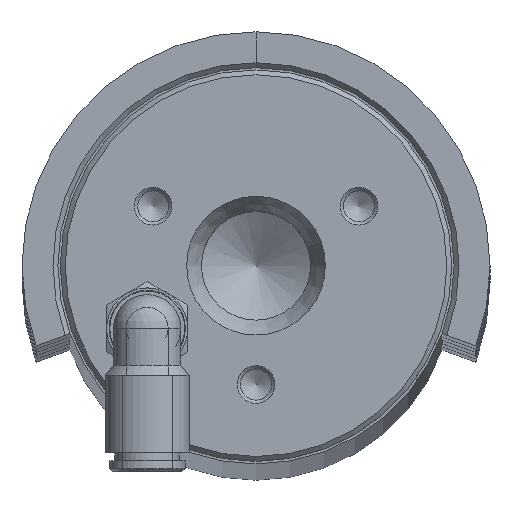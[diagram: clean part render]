
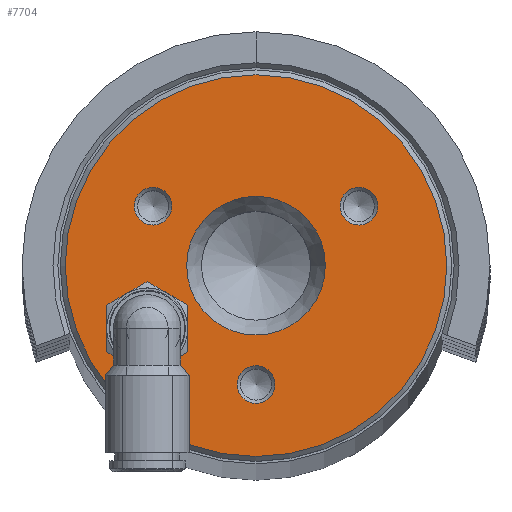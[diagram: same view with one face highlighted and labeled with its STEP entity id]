
A CAD part, top view. The second image highlights one B-rep face of the part: STEP entity #7704.
In plain terms, the highlighted face is planar.
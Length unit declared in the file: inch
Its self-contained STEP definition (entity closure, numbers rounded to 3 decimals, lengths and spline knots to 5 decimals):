
#273 = AXIS2_PLACEMENT_3D ( 'NONE', #8378, #1078, #3174 ) ;
#342 = AXIS2_PLACEMENT_3D ( 'NONE', #2537, #12021, #13002 ) ;
#389 = VERTEX_POINT ( 'NONE', #6825 ) ;
#593 = CARTESIAN_POINT ( 'NONE',  ( 0.53042, 0.375, -1.8775 ) ) ;
#608 = CIRCLE ( 'NONE', #9333, 0.11909 ) ;
#941 = FACE_BOUND ( 'NONE', #10898, .T. ) ;
#1078 = DIRECTION ( 'NONE',  ( 0., 0., -1. ) ) ;
#1608 = CIRCLE ( 'NONE', #8106, 0.11909 ) ;
#1754 = AXIS2_PLACEMENT_3D ( 'NONE', #6223, #9091, #12534 ) ;
#1900 = CIRCLE ( 'NONE', #2351, 0.19154 ) ;
#2210 = ORIENTED_EDGE ( 'NONE', *, *, #7446, .T. ) ;
#2351 = AXIS2_PLACEMENT_3D ( 'NONE', #10357, #3992, #10506 ) ;
#2496 = ORIENTED_EDGE ( 'NONE', *, *, #4583, .F. ) ;
#2537 = CARTESIAN_POINT ( 'NONE',  ( 0., 0., -1.8775 ) ) ;
#2575 = EDGE_CURVE ( 'NONE', #13850, #13850, #4454, .T. ) ;
#2619 = DIRECTION ( 'NONE',  ( 0., 0., -1. ) ) ;
#3043 = CARTESIAN_POINT ( 'NONE',  ( -0.11909, -0.75, -1.8775 ) ) ;
#3174 = DIRECTION ( 'NONE',  ( -1., 0., 0. ) ) ;
#3252 = CIRCLE ( 'NONE', #342, 0.4375 ) ;
#3260 = EDGE_LOOP ( 'NONE', ( #13387 ) ) ;
#3408 = DIRECTION ( 'NONE',  ( -1., 0., 0. ) ) ;
#3612 = VERTEX_POINT ( 'NONE', #3685 ) ;
#3684 = CARTESIAN_POINT ( 'NONE',  ( 0.64952, 0.375, -1.8775 ) ) ;
#3685 = CARTESIAN_POINT ( 'NONE',  ( -0.19154, 0.79272, -1.8775 ) ) ;
#3753 = VERTEX_POINT ( 'NONE', #11033 ) ;
#3959 = ORIENTED_EDGE ( 'NONE', *, *, #2575, .F. ) ;
#3992 = DIRECTION ( 'NONE',  ( 0., 0., -1. ) ) ;
#4256 = CARTESIAN_POINT ( 'NONE',  ( -0.76861, 0.375, -1.8775 ) ) ;
#4378 = FACE_OUTER_BOUND ( 'NONE', #13211, .T. ) ;
#4454 = CIRCLE ( 'NONE', #1754, 0.11909 ) ;
#4583 = EDGE_CURVE ( 'NONE', #3612, #3612, #1900, .T. ) ;
#4668 = DIRECTION ( 'NONE',  ( -1., 0., 0. ) ) ;
#4692 = DIRECTION ( 'NONE',  ( -1., 0., 0. ) ) ;
#5214 = PLANE ( 'NONE',  #273 ) ;
#5515 = ORIENTED_EDGE ( 'NONE', *, *, #7298, .F. ) ;
#5531 = EDGE_CURVE ( 'NONE', #389, #389, #3252, .T. ) ;
#5538 = CARTESIAN_POINT ( 'NONE',  ( 0., -0.75, -1.8775 ) ) ;
#5865 = AXIS2_PLACEMENT_3D ( 'NONE', #12033, #8934, #3408 ) ;
#6223 = CARTESIAN_POINT ( 'NONE',  ( -0.64952, 0.375, -1.8775 ) ) ;
#6339 = FACE_BOUND ( 'NONE', #3260, .T. ) ;
#6825 = CARTESIAN_POINT ( 'NONE',  ( -0.4375, 0., -1.8775 ) ) ;
#6847 = DIRECTION ( 'NONE',  ( 0., 0., -1. ) ) ;
#7298 = EDGE_CURVE ( 'NONE', #9073, #9073, #1608, .T. ) ;
#7446 = EDGE_CURVE ( 'NONE', #3753, #3753, #13035, .T. ) ;
#7704 = ADVANCED_FACE ( 'NONE', ( #6339, #8575, #941, #12790, #11805, #4378 ), #5214, .T. ) ;
#8106 = AXIS2_PLACEMENT_3D ( 'NONE', #3684, #2619, #4668 ) ;
#8247 = EDGE_LOOP ( 'NONE', ( #2496 ) ) ;
#8361 = EDGE_CURVE ( 'NONE', #8379, #8379, #608, .T. ) ;
#8378 = CARTESIAN_POINT ( 'NONE',  ( 1.25, -5.03952, -1.8775 ) ) ;
#8379 = VERTEX_POINT ( 'NONE', #3043 ) ;
#8575 = FACE_BOUND ( 'NONE', #11083, .T. ) ;
#8934 = DIRECTION ( 'NONE',  ( 0., 0., -1. ) ) ;
#9073 = VERTEX_POINT ( 'NONE', #593 ) ;
#9091 = DIRECTION ( 'NONE',  ( 0., 0., -1. ) ) ;
#9333 = AXIS2_PLACEMENT_3D ( 'NONE', #5538, #6847, #4692 ) ;
#10357 = CARTESIAN_POINT ( 'NONE',  ( 0., 0.79272, -1.8775 ) ) ;
#10506 = DIRECTION ( 'NONE',  ( -1., 0., 0. ) ) ;
#10898 = EDGE_LOOP ( 'NONE', ( #3959 ) ) ;
#11033 = CARTESIAN_POINT ( 'NONE',  ( -1.204, 0., -1.8775 ) ) ;
#11083 = EDGE_LOOP ( 'NONE', ( #5515 ) ) ;
#11574 = ORIENTED_EDGE ( 'NONE', *, *, #5531, .F. ) ;
#11805 = FACE_BOUND ( 'NONE', #12597, .T. ) ;
#12021 = DIRECTION ( 'NONE',  ( 0., 0., -1. ) ) ;
#12033 = CARTESIAN_POINT ( 'NONE',  ( 0., 0., -1.8775 ) ) ;
#12534 = DIRECTION ( 'NONE',  ( -1., 0., 0. ) ) ;
#12597 = EDGE_LOOP ( 'NONE', ( #11574 ) ) ;
#12790 = FACE_BOUND ( 'NONE', #8247, .T. ) ;
#13002 = DIRECTION ( 'NONE',  ( -1., 0., 0. ) ) ;
#13035 = CIRCLE ( 'NONE', #5865, 1.204 ) ;
#13211 = EDGE_LOOP ( 'NONE', ( #2210 ) ) ;
#13387 = ORIENTED_EDGE ( 'NONE', *, *, #8361, .F. ) ;
#13850 = VERTEX_POINT ( 'NONE', #4256 ) ;
